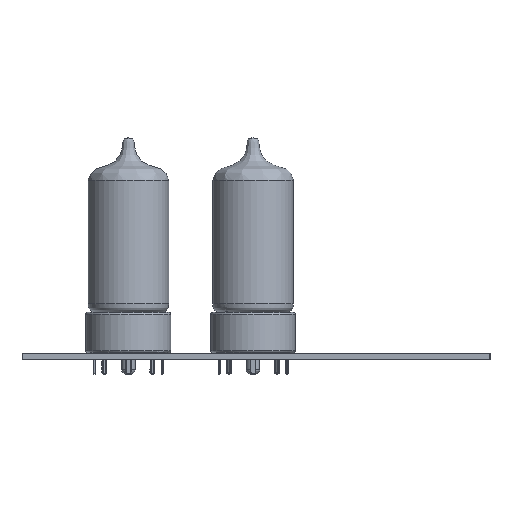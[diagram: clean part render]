
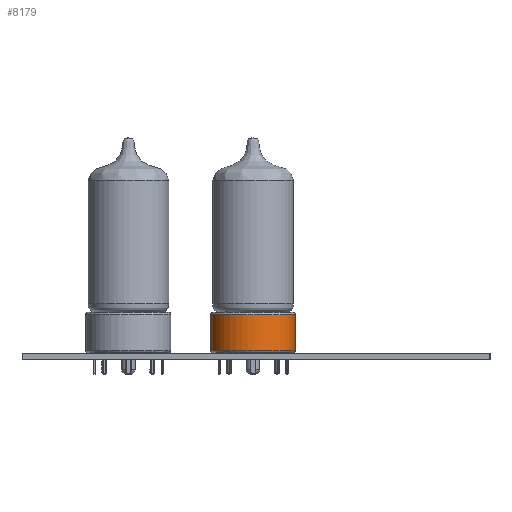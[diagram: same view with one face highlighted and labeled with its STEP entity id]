
A CAD part, left-side view. The second image highlights one B-rep face of the part: STEP entity #8179.
In plain terms, the highlighted free-form (B-spline) face has degree [2, 1] with [7, 2] control points.
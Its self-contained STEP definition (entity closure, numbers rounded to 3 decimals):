
#1849 = ( BOUNDED_SURFACE() B_SPLINE_SURFACE(2,2,(
    (#1850,#1851,#1852)
    ,(#1853,#1854,#1855)
    ,(#1856,#1857,#1858)
    ,(#1859,#1860,#1861)
    ,(#1862,#1863,#1864)
    ,(#1865,#1866,#1867)
    ,(#1868,#1869,#1870
)),.UNSPECIFIED.,.T.,.F.,.F.) B_SPLINE_SURFACE_WITH_KNOTS((1,2,2,2,2,1),
  (3,3),(-2.094,0.,2.094,4.189,6.283,
    8.378),(4.712,6.283),.UNSPECIFIED.) 
GEOMETRIC_REPRESENTATION_ITEM() RATIONAL_B_SPLINE_SURFACE((
    (1.,0.707,1.)
    ,(0.5,0.354,0.5)
    ,(1.,0.707,1.)
    ,(0.5,0.354,0.5)
    ,(1.,0.707,1.)
    ,(0.5,0.354,0.5)
,(1.,0.707,1.))) REPRESENTATION_ITEM('') SURFACE() );
#1850 = CARTESIAN_POINT('',(9.5,0.,0.));
#1851 = CARTESIAN_POINT('',(10.,0.,0.));
#1852 = CARTESIAN_POINT('',(10.,0.,0.5));
#1853 = CARTESIAN_POINT('',(9.5,16.454,0.));
#1854 = CARTESIAN_POINT('',(10.,17.321,0.));
#1855 = CARTESIAN_POINT('',(10.,17.321,0.5));
#1856 = CARTESIAN_POINT('',(-4.75,8.227,0.));
#1857 = CARTESIAN_POINT('',(-5.,8.66,0.));
#1858 = CARTESIAN_POINT('',(-5.,8.66,0.5));
#1859 = CARTESIAN_POINT('',(-19.,0.,0.));
#1860 = CARTESIAN_POINT('',(-20.,0.,0.)
  );
#1861 = CARTESIAN_POINT('',(-20.,0.,0.5));
#1862 = CARTESIAN_POINT('',(-4.75,-8.227,0.));
#1863 = CARTESIAN_POINT('',(-5.,-8.66,0.));
#1864 = CARTESIAN_POINT('',(-5.,-8.66,0.5));
#1865 = CARTESIAN_POINT('',(9.5,-16.454,0.));
#1866 = CARTESIAN_POINT('',(10.,-17.321,0.));
#1867 = CARTESIAN_POINT('',(10.,-17.321,0.5));
#1868 = CARTESIAN_POINT('',(9.5,0.,0.));
#1869 = CARTESIAN_POINT('',(10.,0.,0.));
#1870 = CARTESIAN_POINT('',(10.,0.,0.5));
#3856 = VERTEX_POINT('',#3857);
#3857 = CARTESIAN_POINT('',(10.,0.,0.5));
#3880 = EDGE_CURVE('',#3856,#3856,#3881,.T.);
#3881 = SURFACE_CURVE('',#3882,(#3890,#3901),.PCURVE_S1.);
#3882 = ( BOUNDED_CURVE() B_SPLINE_CURVE(2,(#3883,#3884,#3885,#3886,
#3887,#3888,#3889),.UNSPECIFIED.,.T.,.F.) B_SPLINE_CURVE_WITH_KNOTS((1,2
    ,2,2,2,1),(-2.094,0.,2.094,4.189,
6.283,8.378),.UNSPECIFIED.) CURVE() 
GEOMETRIC_REPRESENTATION_ITEM() RATIONAL_B_SPLINE_CURVE((1.,0.5,1.,0.5,
1.,0.5,1.)) REPRESENTATION_ITEM('') );
#3883 = CARTESIAN_POINT('',(10.,0.,0.5));
#3884 = CARTESIAN_POINT('',(10.,17.321,0.5));
#3885 = CARTESIAN_POINT('',(-5.,8.66,0.5));
#3886 = CARTESIAN_POINT('',(-20.,0.,0.5));
#3887 = CARTESIAN_POINT('',(-5.,-8.66,0.5));
#3888 = CARTESIAN_POINT('',(10.,-17.321,0.5));
#3889 = CARTESIAN_POINT('',(10.,0.,0.5));
#3890 = PCURVE('',#1849,#3891);
#3891 = DEFINITIONAL_REPRESENTATION('',(#3892),#3900);
#3892 = B_SPLINE_CURVE_WITH_KNOTS('',2,(#3893,#3894,#3895,#3896,#3897,
    #3898,#3899),.UNSPECIFIED.,.F.,.F.,(3,2,2,3),(0.,2.094,
    4.189,6.283),.PIECEWISE_BEZIER_KNOTS.);
#3893 = CARTESIAN_POINT('',(0.,6.283));
#3894 = CARTESIAN_POINT('',(1.047,6.283));
#3895 = CARTESIAN_POINT('',(2.094,6.283));
#3896 = CARTESIAN_POINT('',(3.142,6.283));
#3897 = CARTESIAN_POINT('',(4.189,6.283));
#3898 = CARTESIAN_POINT('',(5.236,6.283));
#3899 = CARTESIAN_POINT('',(6.283,6.283));
#3900 = ( GEOMETRIC_REPRESENTATION_CONTEXT(2) 
PARAMETRIC_REPRESENTATION_CONTEXT() REPRESENTATION_CONTEXT('2D SPACE',''
  ) );
#3901 = PCURVE('',#3902,#3917);
#3902 = ( BOUNDED_SURFACE() B_SPLINE_SURFACE(2,1,(
    (#3903,#3904)
    ,(#3905,#3906)
    ,(#3907,#3908)
    ,(#3909,#3910)
    ,(#3911,#3912)
    ,(#3913,#3914)
    ,(#3915,#3916
)),.UNSPECIFIED.,.T.,.F.,.F.) B_SPLINE_SURFACE_WITH_KNOTS((1,2,2,2,2,1),
  (2,2),(-2.094,0.,2.094,4.189,6.283,
    8.378),(-9.,-0.5),.UNSPECIFIED.) 
GEOMETRIC_REPRESENTATION_ITEM() RATIONAL_B_SPLINE_SURFACE((
    (1.,1.)
    ,(0.5,0.5)
    ,(1.,1.)
    ,(0.5,0.5)
    ,(1.,1.)
    ,(0.5,0.5)
,(1.,1.))) REPRESENTATION_ITEM('') SURFACE() );
#3903 = CARTESIAN_POINT('',(10.,0.,9.));
#3904 = CARTESIAN_POINT('',(10.,0.,0.5));
#3905 = CARTESIAN_POINT('',(10.,-17.321,9.));
#3906 = CARTESIAN_POINT('',(10.,-17.321,0.5));
#3907 = CARTESIAN_POINT('',(-5.,-8.66,9.));
#3908 = CARTESIAN_POINT('',(-5.,-8.66,0.5));
#3909 = CARTESIAN_POINT('',(-20.,0.,9.));
#3910 = CARTESIAN_POINT('',(-20.,0.,0.5));
#3911 = CARTESIAN_POINT('',(-5.,8.66,9.));
#3912 = CARTESIAN_POINT('',(-5.,8.66,0.5));
#3913 = CARTESIAN_POINT('',(10.,17.321,9.));
#3914 = CARTESIAN_POINT('',(10.,17.321,0.5));
#3915 = CARTESIAN_POINT('',(10.,0.,9.));
#3916 = CARTESIAN_POINT('',(10.,0.,0.5));
#3917 = DEFINITIONAL_REPRESENTATION('',(#3918),#3926);
#3918 = B_SPLINE_CURVE_WITH_KNOTS('',2,(#3919,#3920,#3921,#3922,#3923,
    #3924,#3925),.UNSPECIFIED.,.F.,.F.,(3,2,2,3),(0.,2.094,
    4.189,6.283),.PIECEWISE_BEZIER_KNOTS.);
#3919 = CARTESIAN_POINT('',(6.283,-0.5));
#3920 = CARTESIAN_POINT('',(5.236,-0.5));
#3921 = CARTESIAN_POINT('',(4.189,-0.5));
#3922 = CARTESIAN_POINT('',(3.142,-0.5));
#3923 = CARTESIAN_POINT('',(2.094,-0.5));
#3924 = CARTESIAN_POINT('',(1.047,-0.5));
#3925 = CARTESIAN_POINT('',(0.,-0.5));
#3926 = ( GEOMETRIC_REPRESENTATION_CONTEXT(2) 
PARAMETRIC_REPRESENTATION_CONTEXT() REPRESENTATION_CONTEXT('2D SPACE',''
  ) );
#8179 = ADVANCED_FACE('',(#8180),#3902,.T.);
#8180 = FACE_BOUND('',#8181,.T.);
#8181 = EDGE_LOOP('',(#8182,#8183,#8205,#8260));
#8182 = ORIENTED_EDGE('',*,*,#3880,.T.);
#8183 = ORIENTED_EDGE('',*,*,#8184,.T.);
#8184 = EDGE_CURVE('',#3856,#8185,#8187,.T.);
#8185 = VERTEX_POINT('',#8186);
#8186 = CARTESIAN_POINT('',(10.,0.,9.));
#8187 = SEAM_CURVE('',#8188,(#8191,#8198),.PCURVE_S1.);
#8188 = B_SPLINE_CURVE_WITH_KNOTS('',1,(#8189,#8190),.UNSPECIFIED.,.F.,
  .F.,(2,2),(0.5,9.),.PIECEWISE_BEZIER_KNOTS.);
#8189 = CARTESIAN_POINT('',(10.,0.,0.5));
#8190 = CARTESIAN_POINT('',(10.,0.,9.));
#8191 = PCURVE('',#3902,#8192);
#8192 = DEFINITIONAL_REPRESENTATION('',(#8193),#8197);
#8193 = B_SPLINE_CURVE_WITH_KNOTS('',2,(#8194,#8195,#8196),
  .UNSPECIFIED.,.F.,.F.,(3,3),(0.5,9.),.PIECEWISE_BEZIER_KNOTS.);
#8194 = CARTESIAN_POINT('',(0.,-0.5));
#8195 = CARTESIAN_POINT('',(0.,-4.75));
#8196 = CARTESIAN_POINT('',(0.,-9.));
#8197 = ( GEOMETRIC_REPRESENTATION_CONTEXT(2) 
PARAMETRIC_REPRESENTATION_CONTEXT() REPRESENTATION_CONTEXT('2D SPACE',''
  ) );
#8198 = PCURVE('',#3902,#8199);
#8199 = DEFINITIONAL_REPRESENTATION('',(#8200),#8204);
#8200 = B_SPLINE_CURVE_WITH_KNOTS('',2,(#8201,#8202,#8203),
  .UNSPECIFIED.,.F.,.F.,(3,3),(0.5,9.),.PIECEWISE_BEZIER_KNOTS.);
#8201 = CARTESIAN_POINT('',(6.283,-0.5));
#8202 = CARTESIAN_POINT('',(6.283,-4.75));
#8203 = CARTESIAN_POINT('',(6.283,-9.));
#8204 = ( GEOMETRIC_REPRESENTATION_CONTEXT(2) 
PARAMETRIC_REPRESENTATION_CONTEXT() REPRESENTATION_CONTEXT('2D SPACE',''
  ) );
#8205 = ORIENTED_EDGE('',*,*,#8206,.F.);
#8206 = EDGE_CURVE('',#8185,#8185,#8207,.T.);
#8207 = SURFACE_CURVE('',#8208,(#8216,#8227),.PCURVE_S1.);
#8208 = ( BOUNDED_CURVE() B_SPLINE_CURVE(2,(#8209,#8210,#8211,#8212,
#8213,#8214,#8215),.UNSPECIFIED.,.T.,.F.) B_SPLINE_CURVE_WITH_KNOTS((1,2
    ,2,2,2,1),(-2.094,0.,2.094,4.189,
6.283,8.378),.UNSPECIFIED.) CURVE() 
GEOMETRIC_REPRESENTATION_ITEM() RATIONAL_B_SPLINE_CURVE((1.,0.5,1.,0.5,
1.,0.5,1.)) REPRESENTATION_ITEM('') );
#8209 = CARTESIAN_POINT('',(10.,0.,9.));
#8210 = CARTESIAN_POINT('',(10.,17.321,9.));
#8211 = CARTESIAN_POINT('',(-5.,8.66,9.));
#8212 = CARTESIAN_POINT('',(-20.,0.,9.));
#8213 = CARTESIAN_POINT('',(-5.,-8.66,9.));
#8214 = CARTESIAN_POINT('',(10.,-17.321,9.));
#8215 = CARTESIAN_POINT('',(10.,0.,9.));
#8216 = PCURVE('',#3902,#8217);
#8217 = DEFINITIONAL_REPRESENTATION('',(#8218),#8226);
#8218 = B_SPLINE_CURVE_WITH_KNOTS('',2,(#8219,#8220,#8221,#8222,#8223,
    #8224,#8225),.UNSPECIFIED.,.F.,.F.,(3,2,2,3),(0.,2.094,
    4.189,6.283),.PIECEWISE_BEZIER_KNOTS.);
#8219 = CARTESIAN_POINT('',(6.283,-9.));
#8220 = CARTESIAN_POINT('',(5.236,-9.));
#8221 = CARTESIAN_POINT('',(4.189,-9.));
#8222 = CARTESIAN_POINT('',(3.142,-9.));
#8223 = CARTESIAN_POINT('',(2.094,-9.));
#8224 = CARTESIAN_POINT('',(1.047,-9.));
#8225 = CARTESIAN_POINT('',(0.,-9.));
#8226 = ( GEOMETRIC_REPRESENTATION_CONTEXT(2) 
PARAMETRIC_REPRESENTATION_CONTEXT() REPRESENTATION_CONTEXT('2D SPACE',''
  ) );
#8227 = PCURVE('',#8228,#8250);
#8228 = ( BOUNDED_SURFACE() B_SPLINE_SURFACE(2,2,(
    (#8229,#8230,#8231)
    ,(#8232,#8233,#8234)
    ,(#8235,#8236,#8237)
    ,(#8238,#8239,#8240)
    ,(#8241,#8242,#8243)
    ,(#8244,#8245,#8246)
    ,(#8247,#8248,#8249
)),.UNSPECIFIED.,.T.,.F.,.F.) B_SPLINE_SURFACE_WITH_KNOTS((1,2,2,2,2,1),
  (3,3),(-2.094,0.,2.094,4.189,6.283,
    8.378),(0.,1.571),.UNSPECIFIED.) 
GEOMETRIC_REPRESENTATION_ITEM() RATIONAL_B_SPLINE_SURFACE((
    (1.,0.707,1.)
    ,(0.5,0.354,0.5)
    ,(1.,0.707,1.)
    ,(0.5,0.354,0.5)
    ,(1.,0.707,1.)
    ,(0.5,0.354,0.5)
,(1.,0.707,1.))) REPRESENTATION_ITEM('') SURFACE() );
#8229 = CARTESIAN_POINT('',(10.,0.,9.));
#8230 = CARTESIAN_POINT('',(10.,0.,9.5));
#8231 = CARTESIAN_POINT('',(9.5,0.,9.5));
#8232 = CARTESIAN_POINT('',(10.,17.321,9.));
#8233 = CARTESIAN_POINT('',(10.,17.321,9.5));
#8234 = CARTESIAN_POINT('',(9.5,16.454,9.5));
#8235 = CARTESIAN_POINT('',(-5.,8.66,9.));
#8236 = CARTESIAN_POINT('',(-5.,8.66,9.5));
#8237 = CARTESIAN_POINT('',(-4.75,8.227,9.5));
#8238 = CARTESIAN_POINT('',(-20.,0.,9.));
#8239 = CARTESIAN_POINT('',(-20.,0.,9.5));
#8240 = CARTESIAN_POINT('',(-19.,0.,9.5));
#8241 = CARTESIAN_POINT('',(-5.,-8.66,9.));
#8242 = CARTESIAN_POINT('',(-5.,-8.66,9.5));
#8243 = CARTESIAN_POINT('',(-4.75,-8.227,9.5));
#8244 = CARTESIAN_POINT('',(10.,-17.321,9.));
#8245 = CARTESIAN_POINT('',(10.,-17.321,9.5));
#8246 = CARTESIAN_POINT('',(9.5,-16.454,9.5));
#8247 = CARTESIAN_POINT('',(10.,0.,9.));
#8248 = CARTESIAN_POINT('',(10.,0.,9.5));
#8249 = CARTESIAN_POINT('',(9.5,0.,9.5));
#8250 = DEFINITIONAL_REPRESENTATION('',(#8251),#8259);
#8251 = B_SPLINE_CURVE_WITH_KNOTS('',2,(#8252,#8253,#8254,#8255,#8256,
    #8257,#8258),.UNSPECIFIED.,.F.,.F.,(3,2,2,3),(0.,2.094,
    4.189,6.283),.PIECEWISE_BEZIER_KNOTS.);
#8252 = CARTESIAN_POINT('',(0.,0.));
#8253 = CARTESIAN_POINT('',(1.047,0.));
#8254 = CARTESIAN_POINT('',(2.094,0.));
#8255 = CARTESIAN_POINT('',(3.142,0.));
#8256 = CARTESIAN_POINT('',(4.189,0.));
#8257 = CARTESIAN_POINT('',(5.236,0.));
#8258 = CARTESIAN_POINT('',(6.283,0.));
#8259 = ( GEOMETRIC_REPRESENTATION_CONTEXT(2) 
PARAMETRIC_REPRESENTATION_CONTEXT() REPRESENTATION_CONTEXT('2D SPACE',''
  ) );
#8260 = ORIENTED_EDGE('',*,*,#8184,.F.);
